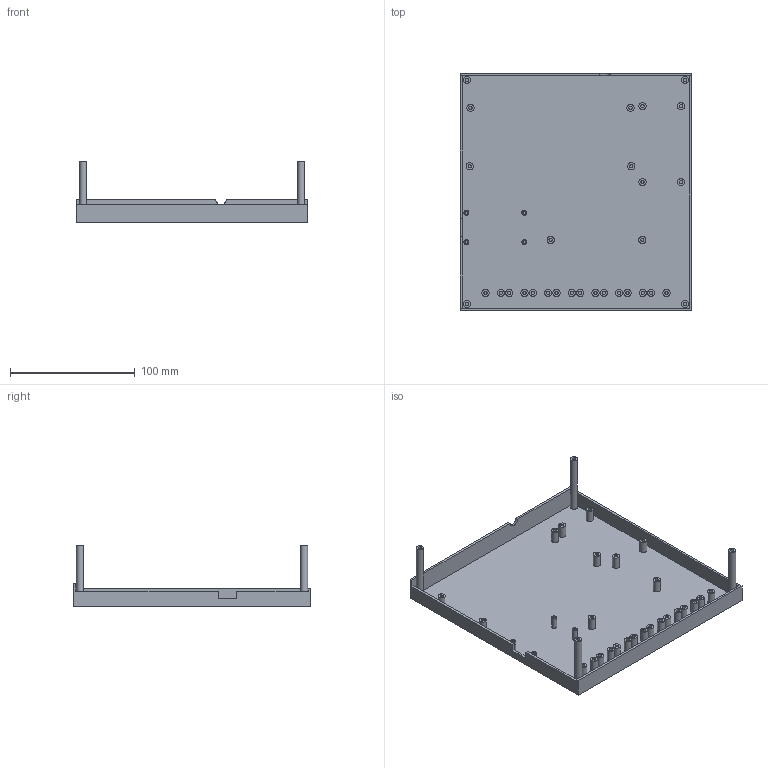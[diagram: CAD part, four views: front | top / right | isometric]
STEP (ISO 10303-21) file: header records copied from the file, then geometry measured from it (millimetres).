
FILE_DESCRIPTION(/* description */ (''),/* implementation_level */ '2;1');
FILE_NAME(/* name */ 'Relay Controller ESP32 v6 Bottom.step',/* time_stamp */ '2025-01-11T23:52:00-08:00',/* author */ (''),/* organization */ (''),/* preprocessor_version */ 'ST-DEVELOPER v20',/* originating_system */ 'Autodesk Translation Framework v13.20.0.188',/* authorisation */ '');
FILE_SCHEMA (('AUTOMOTIVE_DESIGN { 1 0 10303 214 3 1 1 }'));
Length unit declared in the file: millimetre
Products named in the file (1): Relay Controller ESP32
Bounding box: 186 x 191 x 49.5 mm (x, y, z)
Volume: 100072.5 mm3; surface area: 104461.4 mm2
Topology: 1 solids, 1 shells, 155 faces, 255 edges, 170 vertices
Faces by surface type: plane 86, cylinder 69
Full cylindrical faces by diameter (mm): 2.36 x4, 2.6 x30, 4 x4, 5.8 x30
Entity records: 3680 total; most frequent: DIRECTION 705, CARTESIAN_POINT 581, ORIENTED_EDGE 510, AXIS2_PLACEMENT_3D 294, EDGE_CURVE 255, EDGE_LOOP 223, VERTEX_POINT 170, FACE_OUTER_BOUND 155
